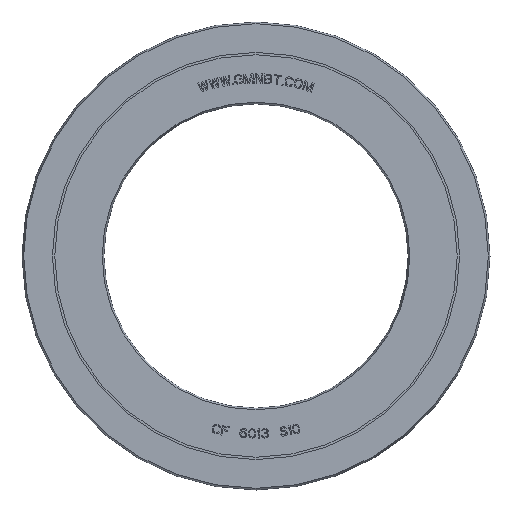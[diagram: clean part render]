
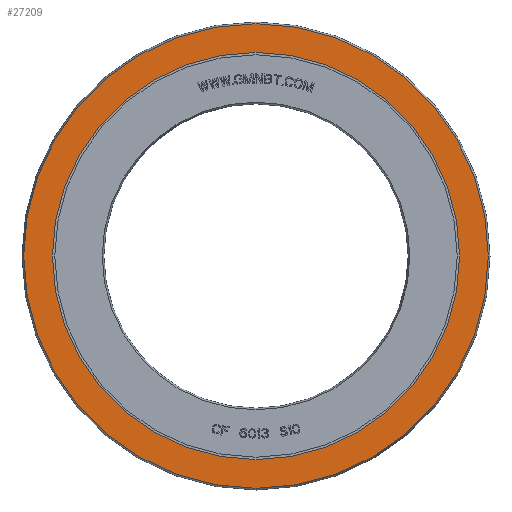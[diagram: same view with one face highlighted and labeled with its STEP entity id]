
A CAD part, front view. The second image highlights one B-rep face of the part: STEP entity #27209.
In plain terms, the highlighted planar face has unit normal (0, -1, 0).
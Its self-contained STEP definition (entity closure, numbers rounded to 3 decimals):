
#26728=CARTESIAN_POINT('',(0.,-3.,0.));
#26729=DIRECTION('',(0.,1.,0.));
#26730=DIRECTION('',(0.,0.,-1.));
#26731=AXIS2_PLACEMENT_3D('',#26728,#26729,#26730);
#26736=CARTESIAN_POINT('',(0.,-3.,0.));
#26737=DIRECTION('',(0.,-1.,0.));
#26738=DIRECTION('',(0.,0.,-1.));
#26739=AXIS2_PLACEMENT_3D('',#26736,#26737,#26738);
#26744=CARTESIAN_POINT('',(0.,-3.,0.));
#26745=DIRECTION('',(0.,-1.,0.));
#26746=DIRECTION('',(0.,0.,-1.));
#26747=AXIS2_PLACEMENT_3D('',#26744,#26745,#26746);
#26766=CARTESIAN_POINT('',(0.,-3.,0.));
#26767=DIRECTION('',(0.,1.,0.));
#26768=DIRECTION('',(0.,0.,-1.));
#26769=AXIS2_PLACEMENT_3D('',#26766,#26767,#26768);
#26805=CARTESIAN_POINT('',(0.,-3.,-43.5));
#26807=VERTEX_POINT('',#26805);
#26808=CARTESIAN_POINT('',(0.,-3.,-49.636));
#26810=VERTEX_POINT('',#26808);
#26821=CARTESIAN_POINT('',(0.,-3.,43.5));
#26823=VERTEX_POINT('',#26821);
#26824=CARTESIAN_POINT('',(0.,-3.,49.636));
#26826=VERTEX_POINT('',#26824);
#27194=CARTESIAN_POINT('',(0.,-3.,0.));
#27195=DIRECTION('',(0.,-1.,0.));
#27196=DIRECTION('',(0.,0.,1.));
#27197=AXIS2_PLACEMENT_3D('',#27194,#27195,#27196);
#27198=PLANE('',#27197);
#27200=ORIENTED_EDGE('',*,*,#27199,.F.);
#27202=ORIENTED_EDGE('',*,*,#27201,.T.);
#27203=EDGE_LOOP('',(#27200,#27202));
#27204=FACE_OUTER_BOUND('',#27203,.F.);
#27205=ORIENTED_EDGE('',*,*,#27187,.F.);
#27206=ORIENTED_EDGE('',*,*,#27176,.T.);
#27207=EDGE_LOOP('',(#27205,#27206));
#27208=FACE_BOUND('',#27207,.F.);
#26732=CIRCLE('',#26731,43.5);
#26740=CIRCLE('',#26739,43.5);
#26748=CIRCLE('',#26747,49.636);
#26770=CIRCLE('',#26769,49.636);
#27176=EDGE_CURVE('',#26807,#26823,#26740,.T.);
#27187=EDGE_CURVE('',#26807,#26823,#26732,.T.);
#27199=EDGE_CURVE('',#26810,#26826,#26748,.T.);
#27201=EDGE_CURVE('',#26810,#26826,#26770,.T.);
#27209=ADVANCED_FACE('',(#27204,#27208),#27198,.T.);
